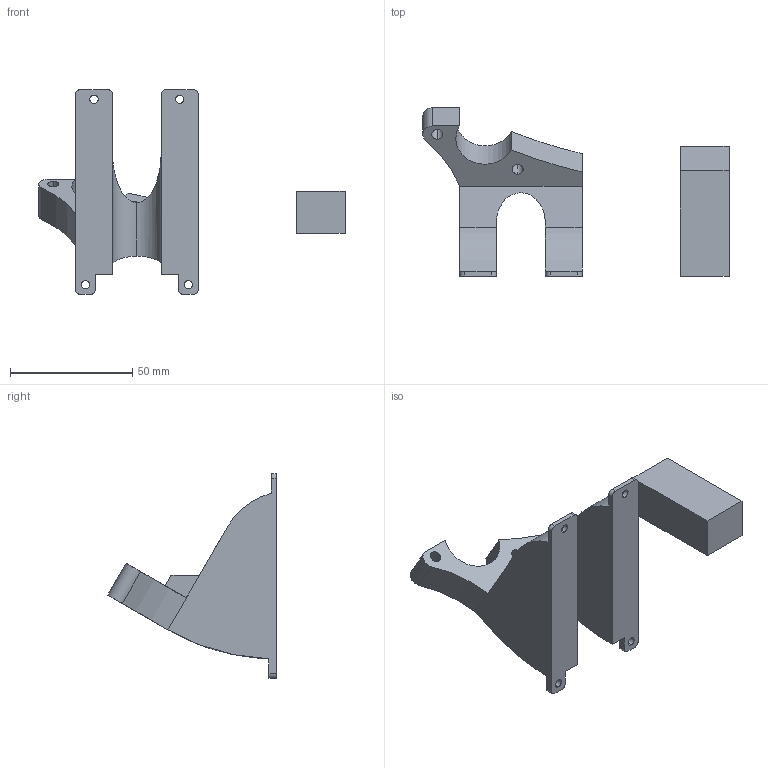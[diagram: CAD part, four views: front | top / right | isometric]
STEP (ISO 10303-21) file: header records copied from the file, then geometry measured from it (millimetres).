
FILE_DESCRIPTION (( 'STEP AP203' ), '1' );
FILE_NAME ('05_rollmount right_30°_timingbelt.step', '2020-02-23T11:27:29', ( '' ), ( '' ), 'SwSTEP 2.0', 'SolidWorks 2019', '' );
FILE_SCHEMA (( 'CONFIG_CONTROL_DESIGN' ));
Length unit declared in the file: millimetre
Products named in the file (1): 05_rollmount right_30°_timingbelt
Bounding box: 125.02 x 68.85 x 83.68 mm (x, y, z)
Volume: 87760.3 mm3; surface area: 22463.4 mm2
Topology: 2 solids, 2 shells, 59 faces, 163 edges, 108 vertices
Faces by surface type: plane 30, cylinder 29
Entity records: 2046 total; most frequent: CARTESIAN_POINT 387, DIRECTION 339, ORIENTED_EDGE 326, EDGE_CURVE 163, AXIS2_PLACEMENT_3D 120, VERTEX_POINT 108, LINE 99, VECTOR 99
